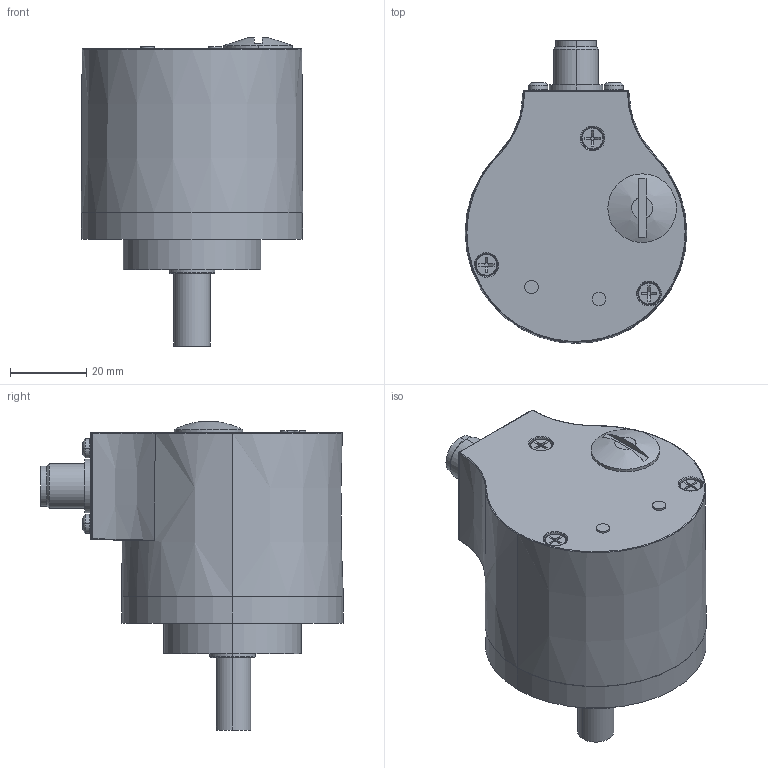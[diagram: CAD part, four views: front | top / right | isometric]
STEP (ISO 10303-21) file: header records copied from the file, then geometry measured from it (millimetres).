
FILE_DESCRIPTION (( 'STEP AP214' ), '1' );
FILE_NAME ('AM58S-1314-MBP9-M12.STEP', '2025-08-20T19:15:44', ( '' ), ( '' ), 'SwSTEP 2.0', 'SolidWorks 2024', '' );
FILE_SCHEMA (( 'AUTOMOTIVE_DESIGN' ));
Length unit declared in the file: inch
Products named in the file (1): AM58S-1314-MBP9-M12
Bounding box: 58.15 x 79.38 x 80.8 mm (x, y, z)
Volume: 59292.7 mm3; surface area: 51298.1 mm2
Topology: 41 solids, 41 shells, 1629 faces, 4384 edges, 2810 vertices
Faces by surface type: plane 932, cylinder 354, cone 175, bspline 150, torus 18
Entity records: 55199 total; most frequent: CARTESIAN_POINT 14502, ORIENTED_EDGE 8556, DIRECTION 8079, EDGE_CURVE 4278, VECTOR 2921, LINE 2921, VERTEX_POINT 2810, AXIS2_PLACEMENT_3D 2579
